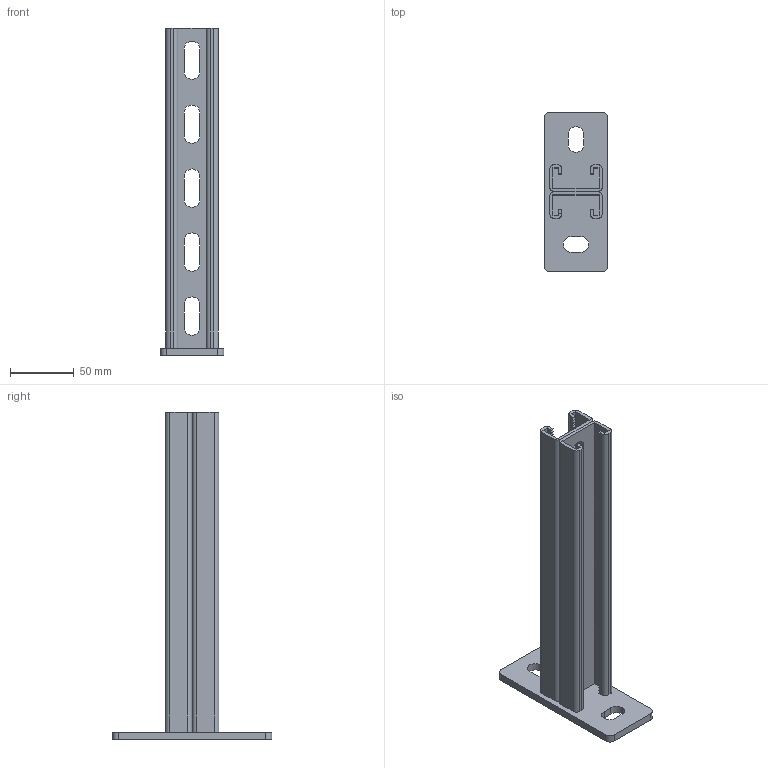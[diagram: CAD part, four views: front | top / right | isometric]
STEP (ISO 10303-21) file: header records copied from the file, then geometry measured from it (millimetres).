
FILE_DESCRIPTION (( 'STEP AP203' ), '1' );
FILE_NAME ('Êîíñîëü Strut äâîéíàÿ_h21-200.step', '2022-01-27T09:04:06', ( '' ), ( '' ), 'SwSTEP 2.0', 'SolidWorks 2017', '' );
FILE_SCHEMA (( 'CONFIG_CONTROL_DESIGN' ));
Length unit declared in the file: millimetre
Products named in the file (3): ÊÈÂÀ 207.03.01 Ïÿòêà êîíñîëè ¹1; STRUT-镳铘桦黖h21-250; Êîíñîëü Strut äâîéíàÿ_h21-200
Assembly tree (3 placements, depth 2):
  Êîíñîëü Strut äâîéíàÿ_h21-200
    ÊÈÂÀ 207.03.01 Ïÿòêà êîíñîëè ¹1
    STRUT-镳铘桦黖h21-250  x2
Bounding box: 50 x 125 x 256 mm (x, y, z)
Volume: 142786.2 mm3; surface area: 108615.6 mm2
Topology: 3 solids, 3 shells, 905 faces, 2695 edges, 1796 vertices
Faces by surface type: plane 864, cylinder 41
Entity records: 15564 total; most frequent: CARTESIAN_POINT 2756, ORIENTED_EDGE 2746, DIRECTION 2359, EDGE_CURVE 1373, LINE 1323, VECTOR 1323, VERTEX_POINT 915, AXIS2_PLACEMENT_3D 518
